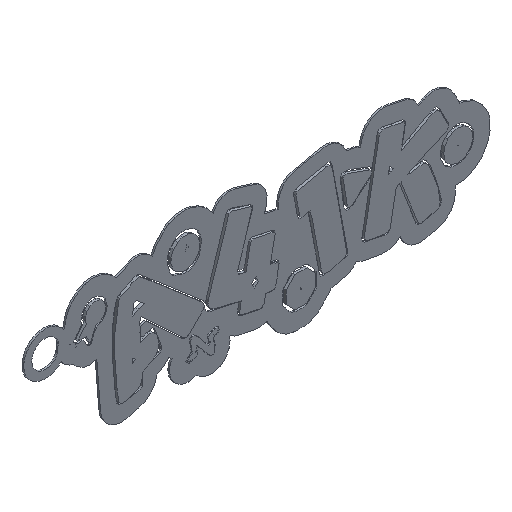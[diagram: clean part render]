
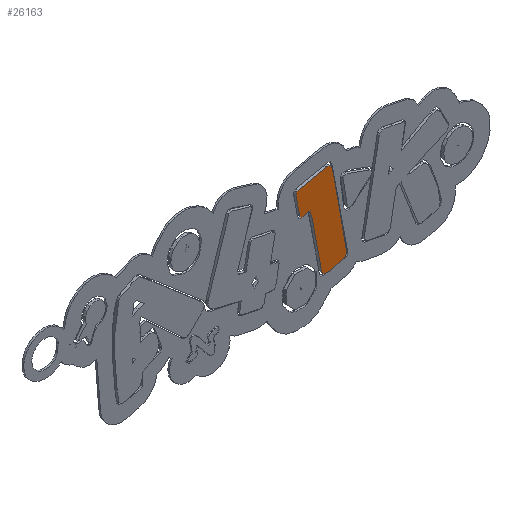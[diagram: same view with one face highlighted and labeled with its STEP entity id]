
A CAD part, isometric view. The second image highlights one B-rep face of the part: STEP entity #26163.
In plain terms, the highlighted planar face has unit normal (0, -1, 0).
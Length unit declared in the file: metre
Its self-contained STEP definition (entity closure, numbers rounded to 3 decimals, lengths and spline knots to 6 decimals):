
#6412=ORIENTED_EDGE('',*,*,#10633,.F.);
#6413=ORIENTED_EDGE('',*,*,#10637,.T.);
#6414=ORIENTED_EDGE('',*,*,#10640,.F.);
#6415=ORIENTED_EDGE('',*,*,#10643,.F.);
#6416=ORIENTED_EDGE('',*,*,#10646,.F.);
#6417=ORIENTED_EDGE('',*,*,#10649,.T.);
#6418=ORIENTED_EDGE('',*,*,#10652,.T.);
#6419=ORIENTED_EDGE('',*,*,#10655,.F.);
#6420=ORIENTED_EDGE('',*,*,#10658,.F.);
#6421=ORIENTED_EDGE('',*,*,#10661,.F.);
#6422=ORIENTED_EDGE('',*,*,#10664,.F.);
#6423=ORIENTED_EDGE('',*,*,#10667,.F.);
#6424=ORIENTED_EDGE('',*,*,#10670,.F.);
#6425=ORIENTED_EDGE('',*,*,#10673,.F.);
#6426=ORIENTED_EDGE('',*,*,#10676,.F.);
#6427=ORIENTED_EDGE('',*,*,#10679,.F.);
#6428=ORIENTED_EDGE('',*,*,#10682,.F.);
#6429=ORIENTED_EDGE('',*,*,#10685,.F.);
#6430=ORIENTED_EDGE('',*,*,#10688,.F.);
#6431=ORIENTED_EDGE('',*,*,#10691,.F.);
#6432=ORIENTED_EDGE('',*,*,#10694,.F.);
#6433=ORIENTED_EDGE('',*,*,#10697,.F.);
#6434=ORIENTED_EDGE('',*,*,#10700,.F.);
#6435=ORIENTED_EDGE('',*,*,#10703,.F.);
#6436=ORIENTED_EDGE('',*,*,#10706,.F.);
#6437=ORIENTED_EDGE('',*,*,#10708,.F.);
#10633=EDGE_CURVE('',#13317,#13318,#16842,.T.);
#10637=EDGE_CURVE('',#13317,#13320,#16846,.T.);
#10640=EDGE_CURVE('',#13322,#13320,#16849,.T.);
#10643=EDGE_CURVE('',#13324,#13322,#16852,.T.);
#10646=EDGE_CURVE('',#13326,#13324,#16855,.T.);
#10649=EDGE_CURVE('',#13326,#13328,#16858,.T.);
#10652=EDGE_CURVE('',#13328,#13330,#16861,.T.);
#10655=EDGE_CURVE('',#13332,#13330,#16864,.T.);
#10658=EDGE_CURVE('',#13334,#13332,#16867,.T.);
#10661=EDGE_CURVE('',#13336,#13334,#16870,.T.);
#10664=EDGE_CURVE('',#13338,#13336,#16873,.T.);
#10667=EDGE_CURVE('',#13340,#13338,#16876,.T.);
#10670=EDGE_CURVE('',#13342,#13340,#16879,.T.);
#10673=EDGE_CURVE('',#13344,#13342,#16882,.T.);
#10676=EDGE_CURVE('',#13346,#13344,#16885,.T.);
#10679=EDGE_CURVE('',#13348,#13346,#16888,.T.);
#10682=EDGE_CURVE('',#13350,#13348,#16891,.T.);
#10685=EDGE_CURVE('',#13352,#13350,#16894,.T.);
#10688=EDGE_CURVE('',#13354,#13352,#16897,.T.);
#10691=EDGE_CURVE('',#13356,#13354,#16900,.T.);
#10694=EDGE_CURVE('',#13358,#13356,#16903,.T.);
#10697=EDGE_CURVE('',#13360,#13358,#16906,.T.);
#10700=EDGE_CURVE('',#13362,#13360,#16909,.T.);
#10703=EDGE_CURVE('',#13364,#13362,#16912,.T.);
#10706=EDGE_CURVE('',#13366,#13364,#16915,.T.);
#10708=EDGE_CURVE('',#13318,#13366,#16917,.T.);
#13317=VERTEX_POINT('',#40320);
#13318=VERTEX_POINT('',#40322);
#13320=VERTEX_POINT('',#40328);
#13322=VERTEX_POINT('',#40334);
#13324=VERTEX_POINT('',#40340);
#13326=VERTEX_POINT('',#40346);
#13328=VERTEX_POINT('',#40352);
#13330=VERTEX_POINT('',#40358);
#13332=VERTEX_POINT('',#40364);
#13334=VERTEX_POINT('',#40370);
#13336=VERTEX_POINT('',#40376);
#13338=VERTEX_POINT('',#40382);
#13340=VERTEX_POINT('',#40388);
#13342=VERTEX_POINT('',#40394);
#13344=VERTEX_POINT('',#40400);
#13346=VERTEX_POINT('',#40406);
#13348=VERTEX_POINT('',#40412);
#13350=VERTEX_POINT('',#40418);
#13352=VERTEX_POINT('',#40424);
#13354=VERTEX_POINT('',#40430);
#13356=VERTEX_POINT('',#40436);
#13358=VERTEX_POINT('',#40442);
#13360=VERTEX_POINT('',#40448);
#13362=VERTEX_POINT('',#40454);
#13364=VERTEX_POINT('',#40460);
#13366=VERTEX_POINT('',#40466);
#16842=LINE('',#40321,#20565);
#16846=LINE('',#40329,#20569);
#16849=LINE('',#40335,#20572);
#16852=LINE('',#40341,#20575);
#16855=LINE('',#40347,#20578);
#16858=LINE('',#40353,#20581);
#16861=LINE('',#40359,#20584);
#16864=LINE('',#40365,#20587);
#16867=LINE('',#40371,#20590);
#16870=LINE('',#40377,#20593);
#16873=LINE('',#40383,#20596);
#16876=LINE('',#40389,#20599);
#16879=LINE('',#40395,#20602);
#16882=LINE('',#40401,#20605);
#16885=LINE('',#40407,#20608);
#16888=LINE('',#40413,#20611);
#16891=LINE('',#40419,#20614);
#16894=LINE('',#40425,#20617);
#16897=LINE('',#40431,#20620);
#16900=LINE('',#40437,#20623);
#16903=LINE('',#40443,#20626);
#16906=LINE('',#40449,#20629);
#16909=LINE('',#40455,#20632);
#16912=LINE('',#40461,#20635);
#16915=LINE('',#40467,#20638);
#16917=LINE('',#40470,#20640);
#20565=VECTOR('',#33010,1.);
#20569=VECTOR('',#33016,1.);
#20572=VECTOR('',#33021,1.);
#20575=VECTOR('',#33026,1.);
#20578=VECTOR('',#33031,1.);
#20581=VECTOR('',#33036,1.);
#20584=VECTOR('',#33041,1.);
#20587=VECTOR('',#33046,1.);
#20590=VECTOR('',#33051,1.);
#20593=VECTOR('',#33056,1.);
#20596=VECTOR('',#33061,1.);
#20599=VECTOR('',#33066,1.);
#20602=VECTOR('',#33071,1.);
#20605=VECTOR('',#33076,1.);
#20608=VECTOR('',#33081,1.);
#20611=VECTOR('',#33086,1.);
#20614=VECTOR('',#33091,1.);
#20617=VECTOR('',#33096,1.);
#20620=VECTOR('',#33101,1.);
#20623=VECTOR('',#33106,1.);
#20626=VECTOR('',#33111,1.);
#20629=VECTOR('',#33116,1.);
#20632=VECTOR('',#33121,1.);
#20635=VECTOR('',#33126,1.);
#20638=VECTOR('',#33131,1.);
#20640=VECTOR('',#33135,1.);
#22290=EDGE_LOOP('',(#6412,#6413,#6414,#6415,#6416,#6417,#6418,#6419,#6420,
#6421,#6422,#6423,#6424,#6425,#6426,#6427,#6428,#6429,#6430,#6431,#6432,
#6433,#6434,#6435,#6436,#6437));
#23621=FACE_BOUND('',#22290,.T.);
#24898=PLANE('',#27556);
#26163=ADVANCED_FACE('',(#23621),#24898,.T.);
#27556=AXIS2_PLACEMENT_3D('',#40471,#33136,#33137);
#33010=DIRECTION('',(-0.187,0.,0.982));
#33016=DIRECTION('',(0.187,0.,-0.982));
#33021=DIRECTION('',(-0.583,0.,0.813));
#33026=DIRECTION('',(-0.993,0.,0.114));
#33031=DIRECTION('',(-0.979,0.,-0.203));
#33036=DIRECTION('',(0.979,0.,0.203));
#33041=DIRECTION('',(0.187,0.,-0.982));
#33046=DIRECTION('',(-0.767,0.,0.642));
#33051=DIRECTION('',(-0.366,0.,0.931));
#33056=DIRECTION('',(-0.183,0.,0.983));
#33061=DIRECTION('',(-0.454,0.,0.891));
#33066=DIRECTION('',(-0.853,0.,0.522));
#33071=DIRECTION('',(-1.,0.,0.023));
#33076=DIRECTION('',(-0.979,0.,-0.204));
#33081=DIRECTION('',(-0.971,0.,-0.24));
#33086=DIRECTION('',(-0.875,0.,-0.483));
#33091=DIRECTION('',(-0.528,0.,-0.849));
#33096=DIRECTION('',(-0.065,0.,-0.998));
#33101=DIRECTION('',(0.178,0.,-0.984));
#33106=DIRECTION('',(0.187,0.,-0.982));
#33111=DIRECTION('',(0.412,0.,-0.911));
#33116=DIRECTION('',(0.81,0.,-0.587));
#33121=DIRECTION('',(0.997,0.,-0.071));
#33126=DIRECTION('',(0.978,0.,0.208));
#33131=DIRECTION('',(0.872,0.,0.489));
#33135=DIRECTION('',(0.288,0.,0.958));
#33136=DIRECTION('',(0.,-1.,0.));
#33137=DIRECTION('',(1.,0.,0.));
#40320=CARTESIAN_POINT('',(-0.017187,-0.006165,0.009349));
#40321=CARTESIAN_POINT('',(-0.017322,-0.006165,0.010059));
#40322=CARTESIAN_POINT('',(-0.017457,-0.006165,0.010769));
#40328=CARTESIAN_POINT('',(-0.0169,-0.006165,0.007839));
#40329=CARTESIAN_POINT('',(-0.017043,-0.006165,0.008594));
#40334=CARTESIAN_POINT('',(-0.016649,-0.006165,0.00749));
#40335=CARTESIAN_POINT('',(-0.016774,-0.006165,0.007664));
#40340=CARTESIAN_POINT('',(-0.016382,-0.006165,0.007459));
#40341=CARTESIAN_POINT('',(-0.016516,-0.006165,0.007475));
#40346=CARTESIAN_POINT('',(-0.016202,-0.006165,0.007496));
#40347=CARTESIAN_POINT('',(-0.016292,-0.006165,0.007478));
#40352=CARTESIAN_POINT('',(-0.01532,-0.006165,0.007679));
#40353=CARTESIAN_POINT('',(-0.015761,-0.006165,0.007588));
#40358=CARTESIAN_POINT('',(-0.015242,-0.006165,0.00727));
#40359=CARTESIAN_POINT('',(-0.015281,-0.006165,0.007474));
#40364=CARTESIAN_POINT('',(-0.015205,-0.006165,0.007239));
#40365=CARTESIAN_POINT('',(-0.015223,-0.006165,0.007254));
#40370=CARTESIAN_POINT('',(-0.015107,-0.006165,0.006991));
#40371=CARTESIAN_POINT('',(-0.015156,-0.006165,0.007115));
#40376=CARTESIAN_POINT('',(-0.013625,-0.006165,-0.000988));
#40377=CARTESIAN_POINT('',(-0.014366,-0.006165,0.003002));
#40382=CARTESIAN_POINT('',(-0.013404,-0.006165,-0.001421));
#40383=CARTESIAN_POINT('',(-0.013514,-0.006165,-0.001204));
#40388=CARTESIAN_POINT('',(-0.013055,-0.006165,-0.001634));
#40389=CARTESIAN_POINT('',(-0.013229,-0.006165,-0.001528));
#40394=CARTESIAN_POINT('',(-0.012798,-0.006165,-0.00164));
#40395=CARTESIAN_POINT('',(-0.012926,-0.006165,-0.001637));
#40400=CARTESIAN_POINT('',(-0.011782,-0.006165,-0.001429));
#40401=CARTESIAN_POINT('',(-0.01229,-0.006165,-0.001535));
#40406=CARTESIAN_POINT('',(-0.010322,-0.006165,-0.001068));
#40407=CARTESIAN_POINT('',(-0.011052,-0.006165,-0.001249));
#40412=CARTESIAN_POINT('',(-0.01004,-0.006165,-0.000913));
#40413=CARTESIAN_POINT('',(-0.010181,-0.006165,-0.00099));
#40418=CARTESIAN_POINT('',(-0.009867,-0.006165,-0.000634));
#40419=CARTESIAN_POINT('',(-0.009954,-0.006165,-0.000773));
#40424=CARTESIAN_POINT('',(-0.009845,-0.006165,-0.000303));
#40425=CARTESIAN_POINT('',(-0.009856,-0.006165,-0.000468));
#40430=CARTESIAN_POINT('',(-0.011925,-0.006165,0.011193));
#40431=CARTESIAN_POINT('',(-0.010885,-0.006165,0.005445));
#40436=CARTESIAN_POINT('',(-0.011993,-0.006165,0.011547));
#40437=CARTESIAN_POINT('',(-0.011959,-0.006165,0.01137));
#40442=CARTESIAN_POINT('',(-0.012147,-0.006165,0.011889));
#40443=CARTESIAN_POINT('',(-0.01207,-0.006165,0.011718));
#40448=CARTESIAN_POINT('',(-0.012473,-0.006165,0.012125));
#40449=CARTESIAN_POINT('',(-0.01231,-0.006165,0.012007));
#40454=CARTESIAN_POINT('',(-0.012869,-0.006165,0.012154));
#40455=CARTESIAN_POINT('',(-0.012671,-0.006165,0.012139));
#40460=CARTESIAN_POINT('',(-0.017135,-0.006165,0.011248));
#40461=CARTESIAN_POINT('',(-0.015002,-0.006165,0.011701));
#40466=CARTESIAN_POINT('',(-0.017349,-0.006165,0.011128));
#40467=CARTESIAN_POINT('',(-0.017242,-0.006165,0.011188));
#40470=CARTESIAN_POINT('',(-0.017403,-0.006165,0.010949));
#40471=CARTESIAN_POINT('',(-0.020607,-0.006165,0.004949));
